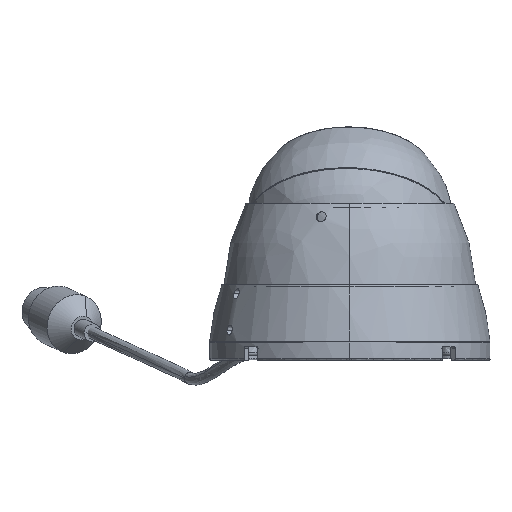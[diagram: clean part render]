
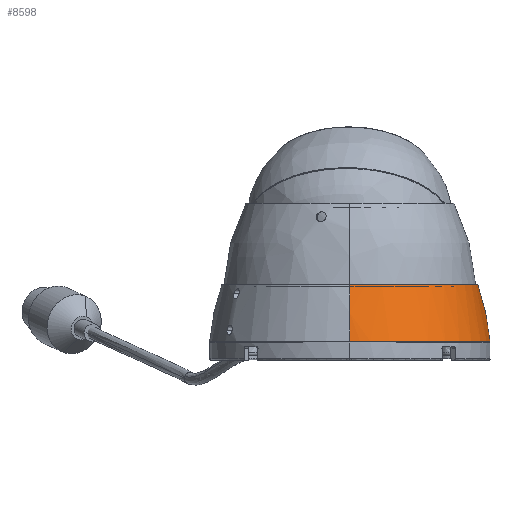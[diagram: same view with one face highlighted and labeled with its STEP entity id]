
A CAD part, top view. The second image highlights one B-rep face of the part: STEP entity #8598.
In plain terms, the highlighted free-form (B-spline) face has degree [2, 2] with [5, 3] control points.
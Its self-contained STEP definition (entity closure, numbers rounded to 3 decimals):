
#548 = VERTEX_POINT('',#549);
#549 = CARTESIAN_POINT('',(0.,6.88,
    51.19));
#550 = VERTEX_POINT('',#551);
#551 = CARTESIAN_POINT('',(0.,6.88,-51.19));
#559 = EDGE_CURVE('',#560,#550,#562,.T.);
#560 = VERTEX_POINT('',#561);
#561 = CARTESIAN_POINT('',(0.,27.521,-46.786));
#562 = ( BOUNDED_CURVE() B_SPLINE_CURVE(2,(#563,#564,#565),
.UNSPECIFIED.,.F.,.F.) B_SPLINE_CURVE_WITH_KNOTS((3,3),(2.825,
3.038),.PIECEWISE_BEZIER_KNOTS.) CURVE() 
GEOMETRIC_REPRESENTATION_ITEM() RATIONAL_B_SPLINE_CURVE((1.,
0.994,1.)) REPRESENTATION_ITEM('') );
#563 = CARTESIAN_POINT('',(0.,27.521,-46.786));
#564 = CARTESIAN_POINT('',(0.,17.436,-50.092));
#565 = CARTESIAN_POINT('',(0.,6.88,-51.19));
#568 = VERTEX_POINT('',#569);
#569 = CARTESIAN_POINT('',(0.,27.521,
    46.786));
#577 = EDGE_CURVE('',#568,#548,#578,.T.);
#578 = ( BOUNDED_CURVE() B_SPLINE_CURVE(2,(#579,#580,#581),
.UNSPECIFIED.,.F.,.F.) B_SPLINE_CURVE_WITH_KNOTS((3,3),(2.825,
3.038),.PIECEWISE_BEZIER_KNOTS.) CURVE() 
GEOMETRIC_REPRESENTATION_ITEM() RATIONAL_B_SPLINE_CURVE((1.,
0.994,1.)) REPRESENTATION_ITEM('') );
#579 = CARTESIAN_POINT('',(0.,27.521,
    46.786));
#580 = CARTESIAN_POINT('',(0.,17.436,
    50.092));
#581 = CARTESIAN_POINT('',(0.,6.88,
    51.19));
#710 = EDGE_CURVE('',#560,#568,#711,.T.);
#711 = ( BOUNDED_CURVE() B_SPLINE_CURVE(2,(#712,#713,#714,#715,#716),
.UNSPECIFIED.,.F.,.F.) B_SPLINE_CURVE_WITH_KNOTS((3,2,3),(0.,
1.571,3.142),.PIECEWISE_BEZIER_KNOTS.) CURVE() 
GEOMETRIC_REPRESENTATION_ITEM() RATIONAL_B_SPLINE_CURVE((1.,
0.707,1.,0.707,1.)) REPRESENTATION_ITEM('') );
#712 = CARTESIAN_POINT('',(0.,27.521,-46.786));
#713 = CARTESIAN_POINT('',(46.786,27.521,
    -46.786));
#714 = CARTESIAN_POINT('',(46.786,27.521,
    0.));
#715 = CARTESIAN_POINT('',(46.786,27.521,
    46.786));
#716 = CARTESIAN_POINT('',(0.,27.521,
    46.786));
#6720 = EDGE_CURVE('',#550,#548,#6721,.T.);
#6721 = ( BOUNDED_CURVE() B_SPLINE_CURVE(2,(#6722,#6723,#6724,#6725,
#6726),.UNSPECIFIED.,.F.,.F.) B_SPLINE_CURVE_WITH_KNOTS((3,2,3),(0.,
1.571,3.142),.PIECEWISE_BEZIER_KNOTS.) CURVE() 
GEOMETRIC_REPRESENTATION_ITEM() RATIONAL_B_SPLINE_CURVE((1.,
0.707,1.,0.707,1.)) REPRESENTATION_ITEM('') );
#6722 = CARTESIAN_POINT('',(0.,6.88,-51.19));
#6723 = CARTESIAN_POINT('',(51.19,6.88,
    -51.19));
#6724 = CARTESIAN_POINT('',(51.19,6.88,
    0.));
#6725 = CARTESIAN_POINT('',(51.19,6.88,
    51.19));
#6726 = CARTESIAN_POINT('',(0.,6.88,
    51.19));
#8598 = ADVANCED_FACE('',(#8599),#8605,.F.);
#8599 = FACE_BOUND('',#8600,.F.);
#8600 = EDGE_LOOP('',(#8601,#8602,#8603,#8604));
#8601 = ORIENTED_EDGE('',*,*,#559,.T.);
#8602 = ORIENTED_EDGE('',*,*,#6720,.T.);
#8603 = ORIENTED_EDGE('',*,*,#577,.F.);
#8604 = ORIENTED_EDGE('',*,*,#710,.F.);
#8605 = ( BOUNDED_SURFACE() B_SPLINE_SURFACE(2,2,(
    (#8606,#8607,#8608)
    ,(#8609,#8610,#8611)
    ,(#8612,#8613,#8614)
    ,(#8615,#8616,#8617)
    ,(#8618,#8619,#8620
)),.UNSPECIFIED.,.F.,.F.,.F.) B_SPLINE_SURFACE_WITH_KNOTS((3,2,3),(3,3),
  (0.,1.571,3.142),(3.245,3.458),
.PIECEWISE_BEZIER_KNOTS.) GEOMETRIC_REPRESENTATION_ITEM() 
RATIONAL_B_SPLINE_SURFACE((
    (1.,0.994,1.)
    ,(0.707,0.703,0.707)
    ,(1.,0.994,1.)
    ,(0.707,0.703,0.707)
,(1.,0.994,1.))) REPRESENTATION_ITEM('') SURFACE() );
#8606 = CARTESIAN_POINT('',(0.,6.88,-51.19));
#8607 = CARTESIAN_POINT('',(0.,17.436,-50.092));
#8608 = CARTESIAN_POINT('',(0.,27.521,-46.786));
#8609 = CARTESIAN_POINT('',(51.19,6.88,
    -51.19));
#8610 = CARTESIAN_POINT('',(50.092,17.436,
    -50.092));
#8611 = CARTESIAN_POINT('',(46.786,27.521,
    -46.786));
#8612 = CARTESIAN_POINT('',(51.19,6.88,
    0.));
#8613 = CARTESIAN_POINT('',(50.092,17.436,
    0.));
#8614 = CARTESIAN_POINT('',(46.786,27.521,
    0.));
#8615 = CARTESIAN_POINT('',(51.19,6.88,
    51.19));
#8616 = CARTESIAN_POINT('',(50.092,17.436,
    50.092));
#8617 = CARTESIAN_POINT('',(46.786,27.521,
    46.786));
#8618 = CARTESIAN_POINT('',(0.,6.88,
    51.19));
#8619 = CARTESIAN_POINT('',(0.,17.436,
    50.092));
#8620 = CARTESIAN_POINT('',(0.,27.521,
    46.786));
